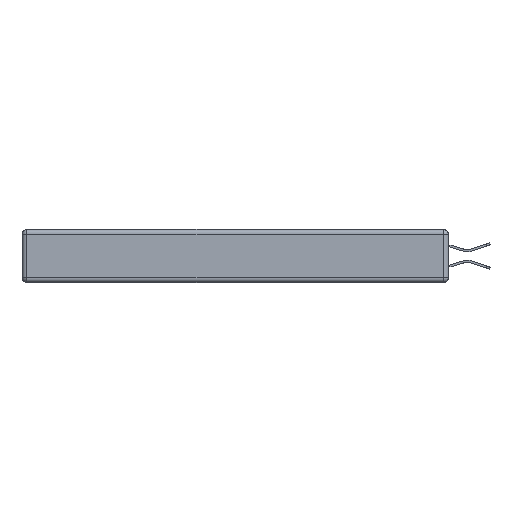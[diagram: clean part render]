
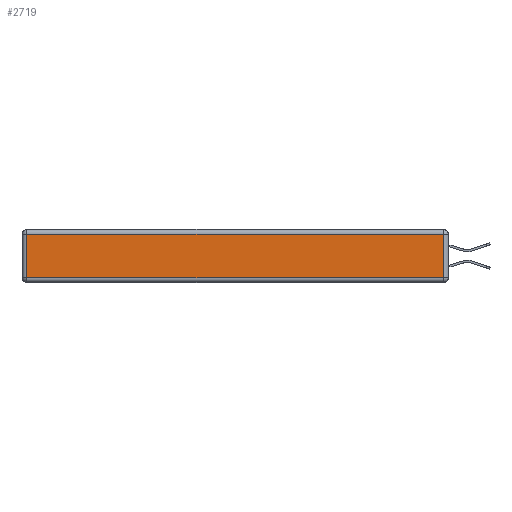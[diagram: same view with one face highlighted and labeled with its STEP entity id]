
A CAD part, left-side view. The second image highlights one B-rep face of the part: STEP entity #2719.
In plain terms, the highlighted planar face has unit normal (-1, 0, 0).
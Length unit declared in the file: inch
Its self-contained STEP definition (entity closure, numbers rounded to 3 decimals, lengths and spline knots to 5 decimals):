
#2719 = ADVANCED_FACE ( 'NONE', ( #19645 ), #17714, .T. ) ;
#3654 = CARTESIAN_POINT ( 'NONE',  ( 0., 0.03, -0.343 ) ) ;
#3808 = CARTESIAN_POINT ( 'NONE',  ( 0., 0., -0.313 ) ) ;
#4330 = LINE ( 'NONE', #3808, #21108 ) ;
#5838 = CARTESIAN_POINT ( 'NONE',  ( 0., 0.03, -0.313 ) ) ;
#6123 = VECTOR ( 'NONE', #10876, 39.37008 ) ;
#6833 = ORIENTED_EDGE ( 'NONE', *, *, #14155, .T. ) ;
#7294 = DIRECTION ( 'NONE',  ( 0., 0., 1. ) ) ;
#7349 = EDGE_LOOP ( 'NONE', ( #6833, #9559, #26501, #27045 ) ) ;
#9559 = ORIENTED_EDGE ( 'NONE', *, *, #24449, .T. ) ;
#9707 = LINE ( 'NONE', #3654, #29154 ) ;
#9786 = VERTEX_POINT ( 'NONE', #19165 ) ;
#9803 = CARTESIAN_POINT ( 'NONE',  ( 0., 2.72, -0.03 ) ) ;
#9992 = EDGE_CURVE ( 'NONE', #25361, #9786, #16387, .T. ) ;
#10876 = DIRECTION ( 'NONE',  ( 0., 0., -1. ) ) ;
#14014 = VECTOR ( 'NONE', #27658, 39.37008 ) ;
#14155 = EDGE_CURVE ( 'NONE', #9786, #28516, #4330, .T. ) ;
#16387 = LINE ( 'NONE', #22816, #6123 ) ;
#17675 = CARTESIAN_POINT ( 'NONE',  ( 0., 0.03, -0.03 ) ) ;
#17714 = PLANE ( 'NONE',  #28011 ) ;
#19165 = CARTESIAN_POINT ( 'NONE',  ( 0., 2.72, -0.313 ) ) ;
#19645 = FACE_OUTER_BOUND ( 'NONE', #7349, .T. ) ;
#20492 = LINE ( 'NONE', #22552, #14014 ) ;
#21108 = VECTOR ( 'NONE', #30335, 39.37008 ) ;
#21631 = VERTEX_POINT ( 'NONE', #17675 ) ;
#22552 = CARTESIAN_POINT ( 'NONE',  ( 0., 2.75, -0.03 ) ) ;
#22816 = CARTESIAN_POINT ( 'NONE',  ( 0., 2.72, -0.343 ) ) ;
#22925 = EDGE_CURVE ( 'NONE', #21631, #25361, #20492, .T. ) ;
#24449 = EDGE_CURVE ( 'NONE', #28516, #21631, #9707, .T. ) ;
#25064 = CARTESIAN_POINT ( 'NONE',  ( 0., 0., -0.343 ) ) ;
#25361 = VERTEX_POINT ( 'NONE', #9803 ) ;
#25542 = DIRECTION ( 'NONE',  ( 0., 0., 1. ) ) ;
#26501 = ORIENTED_EDGE ( 'NONE', *, *, #22925, .T. ) ;
#27045 = ORIENTED_EDGE ( 'NONE', *, *, #9992, .T. ) ;
#27531 = DIRECTION ( 'NONE',  ( -1., 0., 0. ) ) ;
#27658 = DIRECTION ( 'NONE',  ( 0., 1., 0. ) ) ;
#28011 = AXIS2_PLACEMENT_3D ( 'NONE', #25064, #27531, #7294 ) ;
#28516 = VERTEX_POINT ( 'NONE', #5838 ) ;
#29154 = VECTOR ( 'NONE', #25542, 39.37008 ) ;
#30335 = DIRECTION ( 'NONE',  ( 0., -1., 0. ) ) ;
